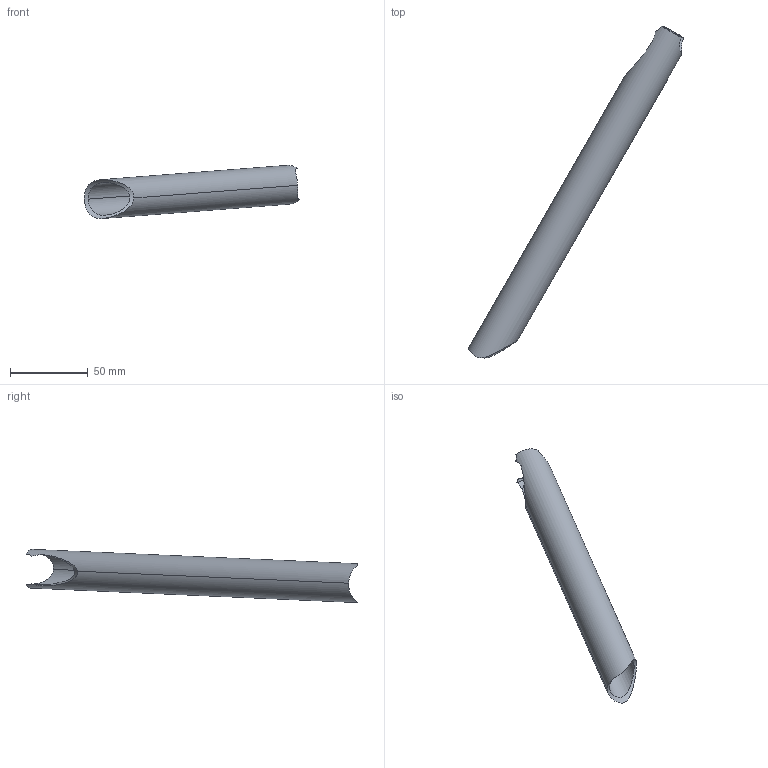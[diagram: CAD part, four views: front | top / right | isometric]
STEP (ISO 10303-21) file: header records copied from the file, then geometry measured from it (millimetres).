
FILE_DESCRIPTION(('CATIA V5 STEP Exchange','CAx-IF Rec.Pracs.--- Model Styling and Organization---1.5--- 2016-08-15','CAx-IF Rec.Pracs.---Supplemental Geometry---1.0---2011-11-01','CAx-IF Rec.Pracs.--- Composite Materials ---3.4---2017-06-13','CAx-IF Rec.Pracs.---Tessellated 3D Geometry---1.0---2015-12-17'),'2;1');
FILE_NAME('Symmetry of Shape_234.stp','2025-06-11T13:36:07+00:00',('none'),('none'),'CATIA Version 5-6 Release 2023 SP5','CATIA V5 STEP AP242 v3','none');
FILE_SCHEMA(('AP242_MANAGED_MODEL_BASED_3D_ENGINEERING_MIM_LF {1 0 10303 442 1 1 4}'));
Length unit declared in the file: millimetre
Products named in the file (1): Symmetry of Shape_234
Bounding box: 138.87 x 213.87 x 34.26 mm (x, y, z)
Volume: 32256 mm3; surface area: 32911 mm2
Topology: 1 solids, 1 shells, 15 faces, 42 edges, 28 vertices
Faces by surface type: cylinder 13, plane 2
Entity records: 780 total; most frequent: CARTESIAN_POINT 442, ORIENTED_EDGE 84, EDGE_CURVE 42, DIRECTION 30, B_SPLINE_CURVE_WITH_KNOTS 30, VERTEX_POINT 28, EDGE_LOOP 16, ADVANCED_FACE 15
